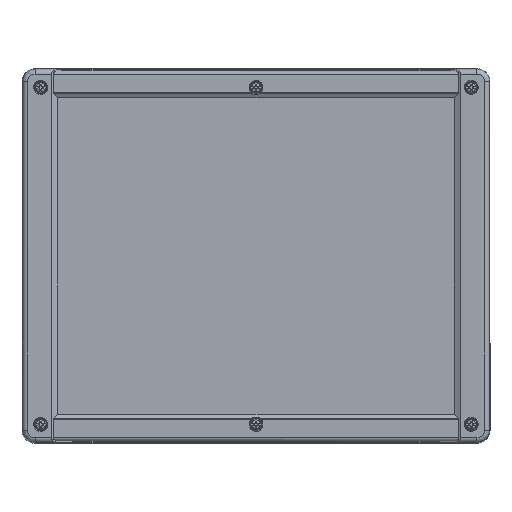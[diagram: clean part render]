
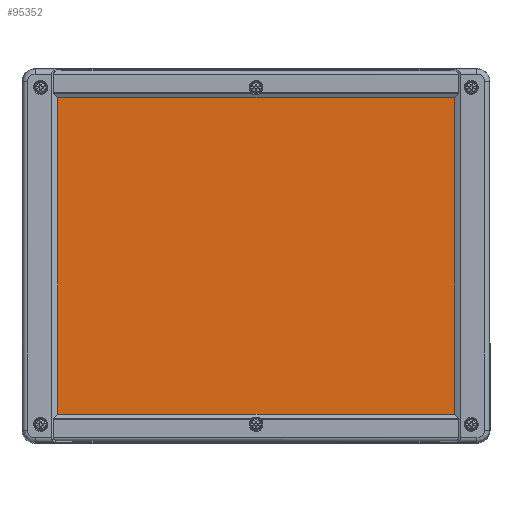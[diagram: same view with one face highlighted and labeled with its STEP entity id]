
A CAD part, top view. The second image highlights one B-rep face of the part: STEP entity #95352.
In plain terms, the highlighted planar face has unit normal (0, 0, 1).
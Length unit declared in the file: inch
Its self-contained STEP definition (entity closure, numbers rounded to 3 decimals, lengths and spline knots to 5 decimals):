
#2001 = EDGE_CURVE ( 'NONE', #127567, #114336, #6684, .T. ) ;
#2069 = EDGE_LOOP ( 'NONE', ( #130159, #11829, #128547, #51555 ) ) ;
#3952 = PLANE ( 'NONE',  #113483 ) ;
#6684 = LINE ( 'NONE', #74110, #97500 ) ;
#10160 = LINE ( 'NONE', #86829, #12722 ) ;
#11829 = ORIENTED_EDGE ( 'NONE', *, *, #29482, .T. ) ;
#12532 = CARTESIAN_POINT ( 'NONE',  ( 5., -3.99606, 0.88583 ) ) ;
#12722 = VECTOR ( 'NONE', #130128, 39.37008 ) ;
#22842 = LINE ( 'NONE', #64776, #45799 ) ;
#29390 = DIRECTION ( 'NONE',  ( 0., -1., 0. ) ) ;
#29482 = EDGE_CURVE ( 'NONE', #110060, #32641, #35143, .T. ) ;
#30856 = EDGE_CURVE ( 'NONE', #114336, #110060, #10160, .T. ) ;
#32641 = VERTEX_POINT ( 'NONE', #120085 ) ;
#35143 = LINE ( 'NONE', #90522, #103289 ) ;
#45799 = VECTOR ( 'NONE', #55532, 39.37008 ) ;
#51555 = ORIENTED_EDGE ( 'NONE', *, *, #2001, .T. ) ;
#55532 = DIRECTION ( 'NONE',  ( 1., 0., 0. ) ) ;
#57252 = FACE_OUTER_BOUND ( 'NONE', #2069, .T. ) ;
#64776 = CARTESIAN_POINT ( 'NONE',  ( 5., 3.99606, 0.88583 ) ) ;
#74110 = CARTESIAN_POINT ( 'NONE',  ( -5., -4.72441, 0.88583 ) ) ;
#79836 = DIRECTION ( 'NONE',  ( 0., 1., 0. ) ) ;
#79928 = CARTESIAN_POINT ( 'NONE',  ( 5., 0., 0.88583 ) ) ;
#80529 = CARTESIAN_POINT ( 'NONE',  ( -5., -3.99606, 0.88583 ) ) ;
#86689 = CARTESIAN_POINT ( 'NONE',  ( -5., 3.99606, 0.88583 ) ) ;
#86829 = CARTESIAN_POINT ( 'NONE',  ( 0., -3.99606, 0.88583 ) ) ;
#89933 = DIRECTION ( 'NONE',  ( -1., 0., 0. ) ) ;
#90522 = CARTESIAN_POINT ( 'NONE',  ( 5., -4.72441, 0.88583 ) ) ;
#95352 = ADVANCED_FACE ( 'NONE', ( #57252 ), #3952, .F. ) ;
#97500 = VECTOR ( 'NONE', #29390, 39.37008 ) ;
#97645 = EDGE_CURVE ( 'NONE', #127567, #32641, #22842, .T. ) ;
#103289 = VECTOR ( 'NONE', #79836, 39.37008 ) ;
#110060 = VERTEX_POINT ( 'NONE', #12532 ) ;
#113483 = AXIS2_PLACEMENT_3D ( 'NONE', #79928, #124651, #89933 ) ;
#114336 = VERTEX_POINT ( 'NONE', #80529 ) ;
#120085 = CARTESIAN_POINT ( 'NONE',  ( 5., 3.99606, 0.88583 ) ) ;
#124651 = DIRECTION ( 'NONE',  ( 0., 0., -1. ) ) ;
#127567 = VERTEX_POINT ( 'NONE', #86689 ) ;
#128547 = ORIENTED_EDGE ( 'NONE', *, *, #97645, .F. ) ;
#130128 = DIRECTION ( 'NONE',  ( 1., 0., 0. ) ) ;
#130159 = ORIENTED_EDGE ( 'NONE', *, *, #30856, .T. ) ;
